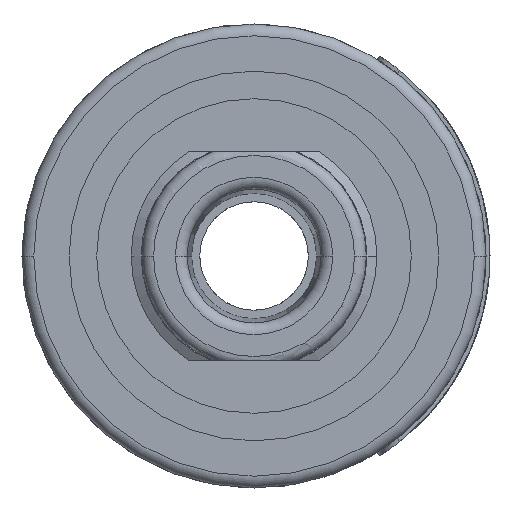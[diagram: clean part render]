
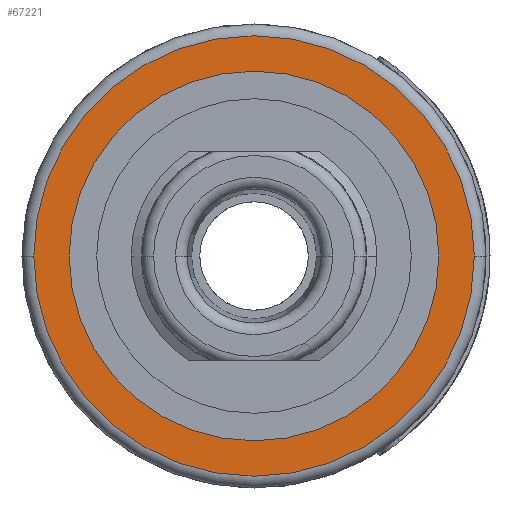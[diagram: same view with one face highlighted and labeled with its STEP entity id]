
A CAD part, left-side view. The second image highlights one B-rep face of the part: STEP entity #67221.
In plain terms, the highlighted planar face has unit normal (-1, 0, 0).
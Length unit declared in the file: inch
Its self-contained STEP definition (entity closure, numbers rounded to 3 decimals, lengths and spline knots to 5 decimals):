
#4195 = CARTESIAN_POINT ( 'NONE',  ( -0.53, 0., 0. ) ) ;
#4356 = FACE_BOUND ( 'NONE', #50464, .T. ) ;
#4807 = FACE_OUTER_BOUND ( 'NONE', #60448, .T. ) ;
#5639 = AXIS2_PLACEMENT_3D ( 'NONE', #21207, #34446, #68471 ) ;
#9336 = EDGE_CURVE ( 'NONE', #87313, #36741, #62979, .T. ) ;
#12270 = ORIENTED_EDGE ( 'NONE', *, *, #83916, .F. ) ;
#12998 = DIRECTION ( 'NONE',  ( 1., 0., 0. ) ) ;
#18669 = AXIS2_PLACEMENT_3D ( 'NONE', #4195, #78729, #52855 ) ;
#18899 = CIRCLE ( 'NONE', #72506, 0.56 ) ;
#21207 = CARTESIAN_POINT ( 'NONE',  ( -0.53, 0., 0. ) ) ;
#26631 = EDGE_CURVE ( 'NONE', #39781, #32356, #18899, .T. ) ;
#29352 = AXIS2_PLACEMENT_3D ( 'NONE', #50731, #37128, #71581 ) ;
#32356 = VERTEX_POINT ( 'NONE', #33897 ) ;
#33897 = CARTESIAN_POINT ( 'NONE',  ( -0.53, 0., 0.56 ) ) ;
#34446 = DIRECTION ( 'NONE',  ( -1., 0., 0. ) ) ;
#36741 = VERTEX_POINT ( 'NONE', #44347 ) ;
#37128 = DIRECTION ( 'NONE',  ( -1., 0., 0. ) ) ;
#37176 = CARTESIAN_POINT ( 'NONE',  ( -0.53, 0., 0. ) ) ;
#39781 = VERTEX_POINT ( 'NONE', #88376 ) ;
#44347 = CARTESIAN_POINT ( 'NONE',  ( -0.53, 0., 0.47 ) ) ;
#45738 = DIRECTION ( 'NONE',  ( 0., 0., -1. ) ) ;
#50464 = EDGE_LOOP ( 'NONE', ( #12270, #62178 ) ) ;
#50731 = CARTESIAN_POINT ( 'NONE',  ( -0.53, 0., 0. ) ) ;
#52570 = DIRECTION ( 'NONE',  ( -1., 0., 0. ) ) ;
#52855 = DIRECTION ( 'NONE',  ( 0., 0., 1. ) ) ;
#60448 = EDGE_LOOP ( 'NONE', ( #78143, #89335 ) ) ;
#60717 = CARTESIAN_POINT ( 'NONE',  ( -0.53, 0.47, 0. ) ) ;
#62178 = ORIENTED_EDGE ( 'NONE', *, *, #9336, .F. ) ;
#62979 = CIRCLE ( 'NONE', #18669, 0.47 ) ;
#67221 = ADVANCED_FACE ( 'NONE', ( #4356, #4807 ), #87936, .F. ) ;
#68470 = CIRCLE ( 'NONE', #29352, 0.47 ) ;
#68471 = DIRECTION ( 'NONE',  ( 0., 0., 1. ) ) ;
#71581 = DIRECTION ( 'NONE',  ( 0., 0., 1. ) ) ;
#72371 = CIRCLE ( 'NONE', #5639, 0.56 ) ;
#72506 = AXIS2_PLACEMENT_3D ( 'NONE', #37176, #52570, #86592 ) ;
#77954 = CARTESIAN_POINT ( 'NONE',  ( -0.53, 0., -0.47 ) ) ;
#78143 = ORIENTED_EDGE ( 'NONE', *, *, #81942, .T. ) ;
#78729 = DIRECTION ( 'NONE',  ( -1., 0., 0. ) ) ;
#81942 = EDGE_CURVE ( 'NONE', #32356, #39781, #72371, .T. ) ;
#83916 = EDGE_CURVE ( 'NONE', #36741, #87313, #68470, .T. ) ;
#84563 = AXIS2_PLACEMENT_3D ( 'NONE', #60717, #12998, #45738 ) ;
#86592 = DIRECTION ( 'NONE',  ( 0., 0., 1. ) ) ;
#87313 = VERTEX_POINT ( 'NONE', #77954 ) ;
#87936 = PLANE ( 'NONE',  #84563 ) ;
#88376 = CARTESIAN_POINT ( 'NONE',  ( -0.53, 0., -0.56 ) ) ;
#89335 = ORIENTED_EDGE ( 'NONE', *, *, #26631, .T. ) ;
